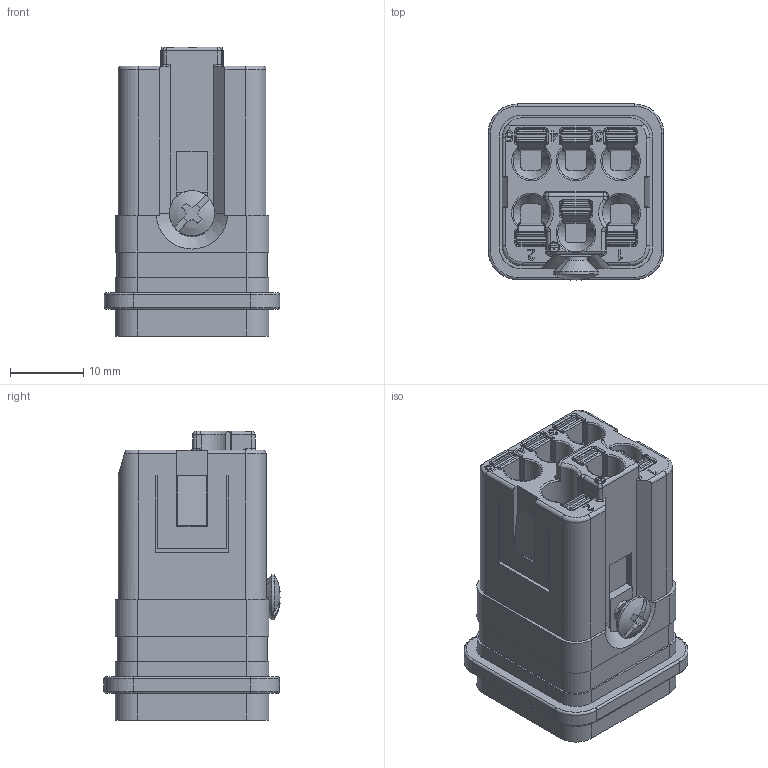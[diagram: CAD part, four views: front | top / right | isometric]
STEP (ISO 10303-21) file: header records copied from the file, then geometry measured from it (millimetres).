
FILE_DESCRIPTION(('Creo Elements/Direct Modeling STEP Export'),'2;1');
FILE_NAME('0ln7uvk5h446rf66108','2022-02-08T 8:27:27',(''),(''),'Creo Elements/Direct Modeling STEP processor for AP214 (Solid Model)','Creo Elements/Direct Modeling 20.1B 02-Apr-2019 (C) Parametric Technology GmbH','');
FILE_SCHEMA(('AUTOMOTIVE_DESIGN { 1 0 10303 214 1 1 1 1 }'));
Length unit declared in the file: millimetre
Products named in the file (2): CQYM_05
Assembly tree (1 placements, depth 2):
  CQYM_05
    CQYM_05
Bounding box: 24 x 24.07 x 39.6 mm (x, y, z)
Volume: 10618.8 mm3; surface area: 7712.7 mm2
Topology: 1 solids, 1 shells, 933 faces, 2693 edges, 1769 vertices
Faces by surface type: plane 562, cylinder 262, torus 61, sphere 31, cone 9, bspline 8
Entity records: 39515 total; most frequent: CARTESIAN_POINT 7497, ORIENTED_EDGE 5326, DIRECTION 4868, EDGE_CURVE 2663, VECTOR 1896, LINE 1896, VERTEX_POINT 1769, AXIS2_PLACEMENT_3D 1486
